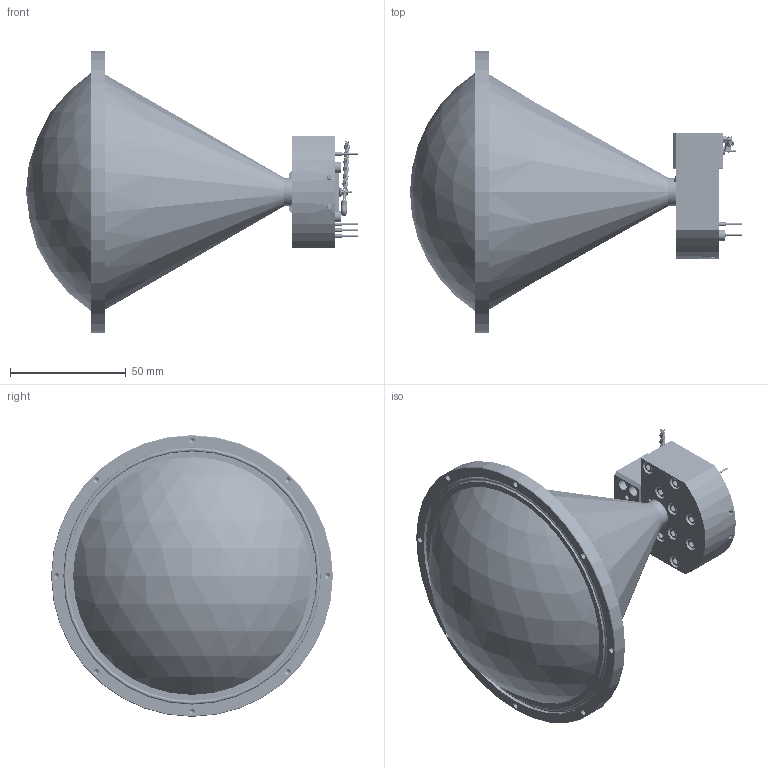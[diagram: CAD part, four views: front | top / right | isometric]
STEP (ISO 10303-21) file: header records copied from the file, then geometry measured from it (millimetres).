
FILE_DESCRIPTION (( 'STEP AP203' ), '1' );
FILE_NAME ('SSS-35310-29L-D2.STEP', '2019-04-03T22:17:45', ( '' ), ( '' ), 'SwSTEP 2.0', 'SolidWorks 2016', '' );
FILE_SCHEMA (( 'CONFIG_CONTROL_DESIGN' ));
Length unit declared in the file: millimetre
Products named in the file (1): SSS-35310-29L-D2
Bounding box: 143.71 x 121.92 x 121.92 mm (x, y, z)
Volume: 229624.7 mm3; surface area: 91096 mm2
Topology: 45 solids, 45 shells, 2207 faces, 5778 edges, 3708 vertices
Faces by surface type: cylinder 1304, plane 433, cone 387, bspline 68, torus 13, sphere 2
Entity records: 107031 total; most frequent: CARTESIAN_POINT 58915, ORIENTED_EDGE 11412, DIRECTION 8667, EDGE_CURVE 5706, VERTEX_POINT 3708, AXIS2_PLACEMENT_3D 3301, EDGE_LOOP 2458, FACE_OUTER_BOUND 2207
